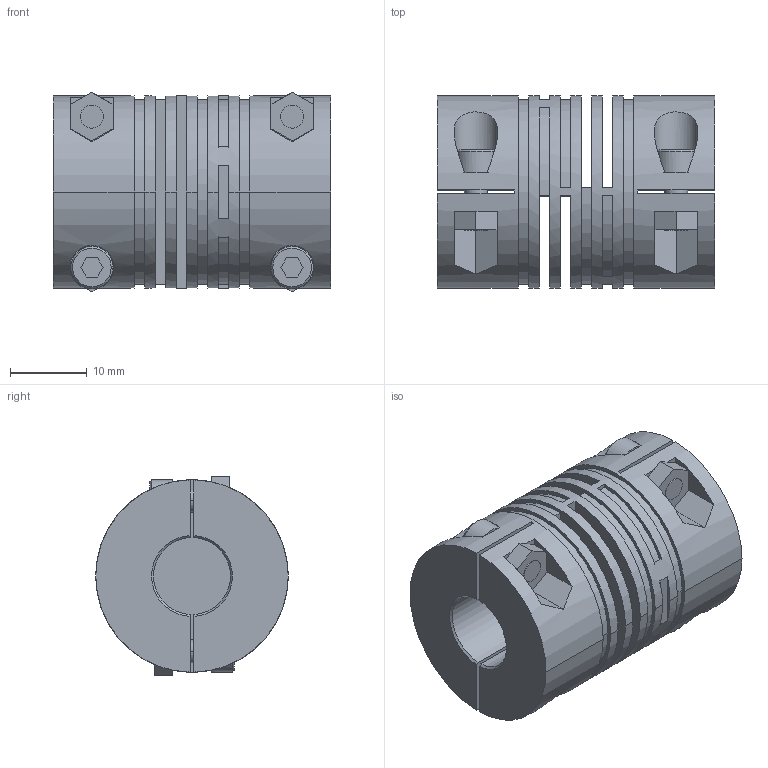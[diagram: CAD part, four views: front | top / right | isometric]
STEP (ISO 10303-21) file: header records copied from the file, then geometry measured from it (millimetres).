
FILE_DESCRIPTION((''),'2;1');
FILE_NAME('43676','2011-07-05T',('carefree'),(''),'PRO/ENGINEER BY PARAMETRIC TECHNOLOGY CORPORATION, 2005030','PRO/ENGINEER BY PARAMETRIC TECHNOLOGY CORPORATION, 2005030','');
FILE_SCHEMA(('CONFIG_CONTROL_DESIGN'));
Length unit declared in the file: millimetre
Products named in the file (1): 43676
Bounding box: 36 x 25 x 25.91 mm (x, y, z)
Volume: 13932.9 mm3; surface area: 7996.5 mm2
Topology: 1 solids, 1 shells, 208 faces, 522 edges, 340 vertices
Faces by surface type: plane 146, cylinder 50, cone 12
Entity records: 6388 total; most frequent: CARTESIAN_POINT 1230, DIRECTION 1078, ORIENTED_EDGE 1044, EDGE_CURVE 522, AXIS2_PLACEMENT_3D 368, VECTOR 342, LINE 342, VERTEX_POINT 340
